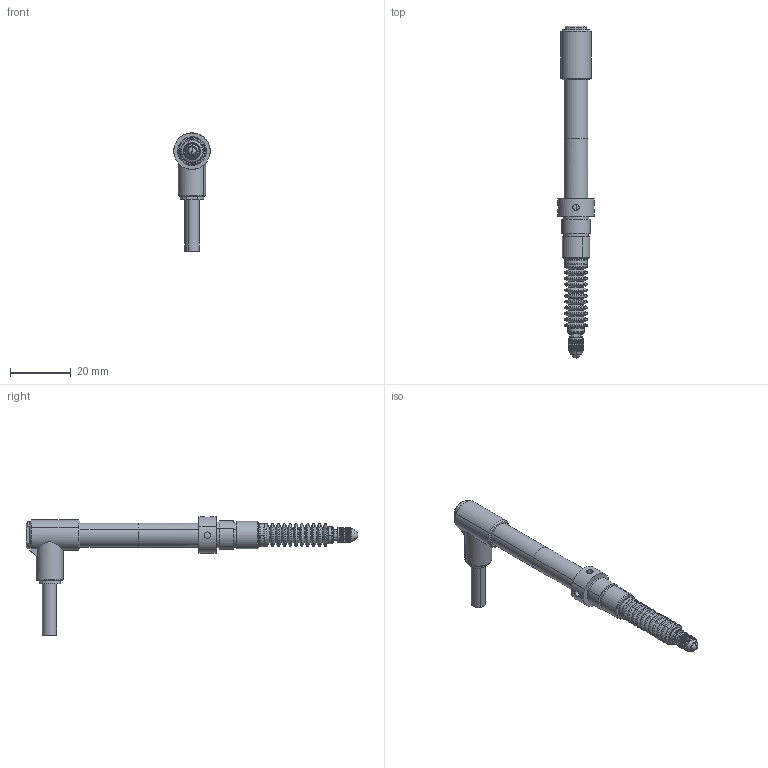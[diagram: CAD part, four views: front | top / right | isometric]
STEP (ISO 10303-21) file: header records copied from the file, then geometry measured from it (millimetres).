
FILE_DESCRIPTION(('CATIA V5 STEP'),'2;1');
FILE_NAME('812SFLR.stp','2017-08-29T01:21:00+00:00',('none'),('none'),'CATIA Version 5 Release 19 SP 6 (IN-10)','CATIA V5 STEP AP214','none');
FILE_SCHEMA(('AUTOMOTIVE_DESIGN { 1 0 10303 214 1 1 1 1 }'));
Length unit declared in the file: millimetre
Products named in the file (1): 812SFLR
Bounding box: 12 x 109.6 x 39 mm (x, y, z)
Volume: 6782.7 mm3; surface area: 4085.1 mm2
Topology: 1 solids, 1 shells, 397 faces, 976 edges, 599 vertices
Faces by surface type: cylinder 143, torus 96, plane 85, cone 71, sphere 2
Entity records: 11980 total; most frequent: CARTESIAN_POINT 3431, ORIENTED_EDGE 1948, DIRECTION 1395, EDGE_CURVE 974, AXIS2_PLACEMENT_3D 741, VERTEX_POINT 599, EDGE_LOOP 419, ADVANCED_FACE 397
